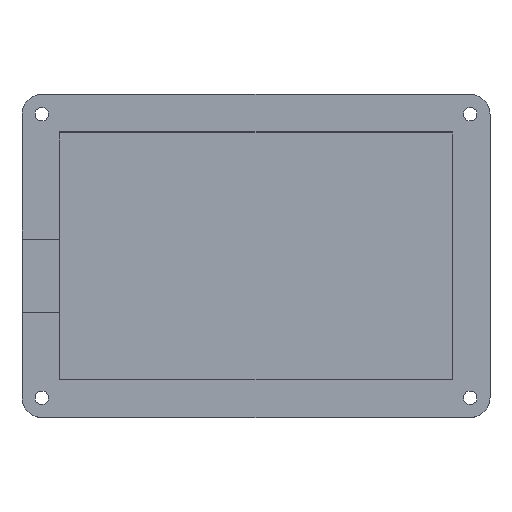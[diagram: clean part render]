
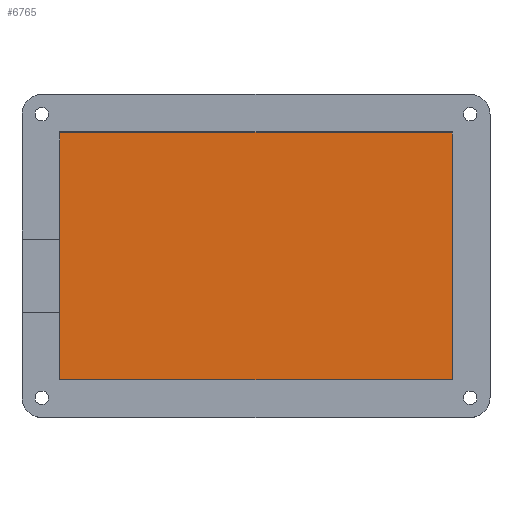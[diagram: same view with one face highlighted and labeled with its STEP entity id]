
A CAD part, top view. The second image highlights one B-rep face of the part: STEP entity #6765.
In plain terms, the highlighted planar face has unit normal (0, 0, 1).
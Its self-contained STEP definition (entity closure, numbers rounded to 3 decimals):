
#1094=FACE_OUTER_BOUND('',#1491,.T.);
#1491=EDGE_LOOP('',(#6213,#6214,#6215,#6216));
#2041=LINE('',#13572,#2584);
#2042=LINE('',#13574,#2585);
#2043=LINE('',#13576,#2586);
#2044=LINE('',#13577,#2587);
#2584=VECTOR('',#7789,10.);
#2585=VECTOR('',#7790,10.);
#2586=VECTOR('',#7791,10.);
#2587=VECTOR('',#7792,10.);
#3258=VERTEX_POINT('',#13570);
#3259=VERTEX_POINT('',#13571);
#3260=VERTEX_POINT('',#13573);
#3261=VERTEX_POINT('',#13575);
#4251=EDGE_CURVE('',#3258,#3259,#2041,.T.);
#4252=EDGE_CURVE('',#3260,#3258,#2042,.T.);
#4253=EDGE_CURVE('',#3261,#3260,#2043,.T.);
#4254=EDGE_CURVE('',#3259,#3261,#2044,.T.);
#6213=ORIENTED_EDGE('',*,*,#4251,.F.);
#6214=ORIENTED_EDGE('',*,*,#4252,.F.);
#6215=ORIENTED_EDGE('',*,*,#4253,.F.);
#6216=ORIENTED_EDGE('',*,*,#4254,.F.);
#6408=PLANE('',#6942);
#6765=ADVANCED_FACE('',(#1094),#6408,.T.);
#6942=AXIS2_PLACEMENT_3D('',#13569,#7787,#7788);
#7787=DIRECTION('center_axis',(0.,0.,1.));
#7788=DIRECTION('ref_axis',(1.,0.,0.));
#7789=DIRECTION('',(0.,1.,0.));
#7790=DIRECTION('',(-1.,0.,0.));
#7791=DIRECTION('',(0.,-1.,0.));
#7792=DIRECTION('',(1.,0.,0.));
#13569=CARTESIAN_POINT('Origin',(49.585,31.3,3.));
#13570=CARTESIAN_POINT('',(0.,0.,3.));
#13571=CARTESIAN_POINT('',(0.,62.6,3.));
#13572=CARTESIAN_POINT('',(0.,15.65,3.));
#13573=CARTESIAN_POINT('',(99.17,0.,3.));
#13574=CARTESIAN_POINT('',(74.378,0.,3.));
#13575=CARTESIAN_POINT('',(99.17,62.6,3.));
#13576=CARTESIAN_POINT('',(99.17,46.95,3.));
#13577=CARTESIAN_POINT('',(24.793,62.6,3.));
